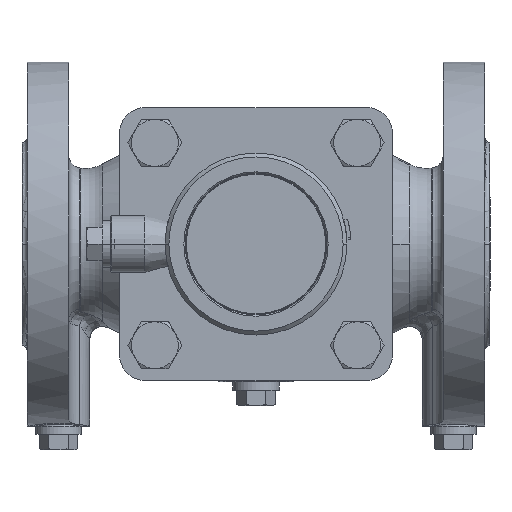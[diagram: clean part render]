
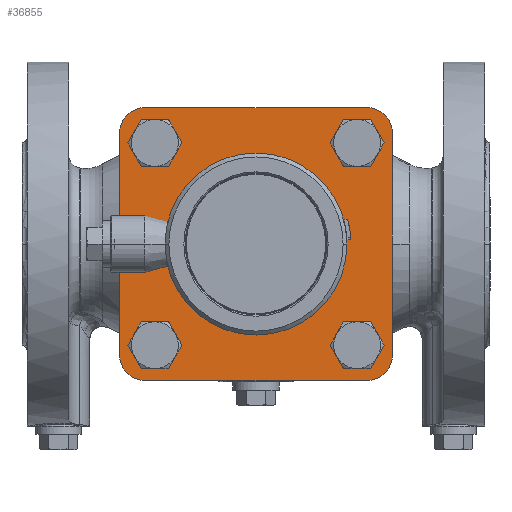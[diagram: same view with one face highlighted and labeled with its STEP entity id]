
A CAD part, front view. The second image highlights one B-rep face of the part: STEP entity #36855.
In plain terms, the highlighted planar face has unit normal (0, -1, 0).
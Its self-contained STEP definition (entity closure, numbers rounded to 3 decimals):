
#36406=CARTESIAN_POINT('',(-42.5,0.,42.5));
#36407=DIRECTION('',(0.,-1.,0.));
#36408=DIRECTION('',(0.,0.,1.));
#36409=AXIS2_PLACEMENT_3D('',#36406,#36407,#36408);
#36411=DIRECTION('',(1.,0.,0.));
#36412=VECTOR('',#36411,85.);
#36413=CARTESIAN_POINT('',(-42.5,0.,52.5));
#36414=LINE('',#36413,#36412);
#36415=CARTESIAN_POINT('',(42.5,0.,42.5));
#36416=DIRECTION('',(0.,-1.,0.));
#36417=DIRECTION('',(1.,0.,0.));
#36418=AXIS2_PLACEMENT_3D('',#36415,#36416,#36417);
#36420=DIRECTION('',(0.,0.,-1.));
#36421=VECTOR('',#36420,85.);
#36422=CARTESIAN_POINT('',(52.5,0.,42.5));
#36423=LINE('',#36422,#36421);
#36424=CARTESIAN_POINT('',(42.5,0.,-42.5));
#36425=DIRECTION('',(0.,-1.,0.));
#36426=DIRECTION('',(0.,0.,-1.));
#36427=AXIS2_PLACEMENT_3D('',#36424,#36425,#36426);
#36429=DIRECTION('',(-1.,0.,0.));
#36430=VECTOR('',#36429,85.);
#36431=CARTESIAN_POINT('',(42.5,0.,-52.5));
#36432=LINE('',#36431,#36430);
#36433=CARTESIAN_POINT('',(-42.5,0.,-42.5));
#36434=DIRECTION('',(0.,-1.,0.));
#36435=DIRECTION('',(-1.,0.,0.));
#36436=AXIS2_PLACEMENT_3D('',#36433,#36434,#36435);
#36438=DIRECTION('',(0.,0.,1.));
#36439=VECTOR('',#36438,85.);
#36440=CARTESIAN_POINT('',(-52.5,0.,-42.5));
#36441=LINE('',#36440,#36439);
#36442=CARTESIAN_POINT('',(0.,0.,
0.));
#36443=DIRECTION('',(0.,1.,0.));
#36444=DIRECTION('',(1.,0.,0.));
#36445=AXIS2_PLACEMENT_3D('',#36442,#36443,#36444);
#36447=CARTESIAN_POINT('',(0.,0.,
0.));
#36448=DIRECTION('',(0.,1.,0.));
#36449=DIRECTION('',(-1.,0.,0.));
#36450=AXIS2_PLACEMENT_3D('',#36447,#36448,#36449);
#36452=CARTESIAN_POINT('',(-38.891,0.,38.891));
#36453=DIRECTION('',(0.,-1.,0.));
#36454=DIRECTION('',(1.,0.,0.));
#36455=AXIS2_PLACEMENT_3D('',#36452,#36453,#36454);
#36457=CARTESIAN_POINT('',(-38.891,0.,38.891));
#36458=DIRECTION('',(0.,-1.,0.));
#36459=DIRECTION('',(-1.,0.,0.));
#36460=AXIS2_PLACEMENT_3D('',#36457,#36458,#36459);
#36462=CARTESIAN_POINT('',(38.891,0.,38.891));
#36463=DIRECTION('',(0.,-1.,0.));
#36464=DIRECTION('',(1.,0.,0.));
#36465=AXIS2_PLACEMENT_3D('',#36462,#36463,#36464);
#36467=CARTESIAN_POINT('',(38.891,0.,38.891));
#36468=DIRECTION('',(0.,-1.,0.));
#36469=DIRECTION('',(-1.,0.,0.));
#36470=AXIS2_PLACEMENT_3D('',#36467,#36468,#36469);
#36472=CARTESIAN_POINT('',(38.891,0.,-38.891));
#36473=DIRECTION('',(0.,-1.,0.));
#36474=DIRECTION('',(1.,0.,0.));
#36475=AXIS2_PLACEMENT_3D('',#36472,#36473,#36474);
#36477=CARTESIAN_POINT('',(38.891,0.,-38.891));
#36478=DIRECTION('',(0.,-1.,0.));
#36479=DIRECTION('',(-1.,0.,0.));
#36480=AXIS2_PLACEMENT_3D('',#36477,#36478,#36479);
#36482=CARTESIAN_POINT('',(-38.891,0.,-38.891));
#36483=DIRECTION('',(0.,-1.,0.));
#36484=DIRECTION('',(1.,0.,0.));
#36485=AXIS2_PLACEMENT_3D('',#36482,#36483,#36484);
#36487=CARTESIAN_POINT('',(-38.891,0.,-38.891));
#36488=DIRECTION('',(0.,-1.,0.));
#36489=DIRECTION('',(-1.,0.,0.));
#36490=AXIS2_PLACEMENT_3D('',#36487,#36488,#36489);
#36722=CARTESIAN_POINT('',(-42.5,0.,52.5));
#36723=CARTESIAN_POINT('',(-52.5,0.,42.5));
#36724=VERTEX_POINT('',#36722);
#36725=VERTEX_POINT('',#36723);
#36730=CARTESIAN_POINT('',(52.5,0.,42.5));
#36731=CARTESIAN_POINT('',(42.5,0.,52.5));
#36732=VERTEX_POINT('',#36730);
#36733=VERTEX_POINT('',#36731);
#36738=CARTESIAN_POINT('',(42.5,0.,-52.5));
#36739=CARTESIAN_POINT('',(52.5,0.,-42.5));
#36740=VERTEX_POINT('',#36738);
#36741=VERTEX_POINT('',#36739);
#36746=CARTESIAN_POINT('',(-52.5,0.,-42.5));
#36747=CARTESIAN_POINT('',(-42.5,0.,-52.5));
#36748=VERTEX_POINT('',#36746);
#36749=VERTEX_POINT('',#36747);
#36762=CARTESIAN_POINT('',(33.,0.,0.));
#36763=CARTESIAN_POINT('',(-33.,0.,
0.));
#36764=VERTEX_POINT('',#36762);
#36765=VERTEX_POINT('',#36763);
#36770=CARTESIAN_POINT('',(-31.891,0.,38.891));
#36771=CARTESIAN_POINT('',(-45.891,0.,38.891));
#36772=VERTEX_POINT('',#36770);
#36773=VERTEX_POINT('',#36771);
#36778=CARTESIAN_POINT('',(45.891,0.,38.891));
#36779=CARTESIAN_POINT('',(31.891,0.,38.891));
#36780=VERTEX_POINT('',#36778);
#36781=VERTEX_POINT('',#36779);
#36786=CARTESIAN_POINT('',(45.891,0.,-38.891));
#36787=CARTESIAN_POINT('',(31.891,0.,-38.891));
#36788=VERTEX_POINT('',#36786);
#36789=VERTEX_POINT('',#36787);
#36794=CARTESIAN_POINT('',(-31.891,0.,-38.891));
#36795=CARTESIAN_POINT('',(-45.891,0.,-38.891));
#36796=VERTEX_POINT('',#36794);
#36797=VERTEX_POINT('',#36795);
#36802=CARTESIAN_POINT('',(0.,0.,0.));
#36803=DIRECTION('',(0.,1.,0.));
#36804=DIRECTION('',(1.,0.,0.));
#36805=AXIS2_PLACEMENT_3D('',#36802,#36803,#36804);
#36806=PLANE('',#36805);
#36808=ORIENTED_EDGE('',*,*,#36807,.F.);
#36810=ORIENTED_EDGE('',*,*,#36809,.T.);
#36812=ORIENTED_EDGE('',*,*,#36811,.F.);
#36814=ORIENTED_EDGE('',*,*,#36813,.T.);
#36816=ORIENTED_EDGE('',*,*,#36815,.F.);
#36818=ORIENTED_EDGE('',*,*,#36817,.T.);
#36820=ORIENTED_EDGE('',*,*,#36819,.F.);
#36822=ORIENTED_EDGE('',*,*,#36821,.T.);
#36823=EDGE_LOOP('',(#36808,#36810,#36812,#36814,#36816,#36818,#36820,#36822));
#36824=FACE_OUTER_BOUND('',#36823,.F.);
#36826=ORIENTED_EDGE('',*,*,#36825,.F.);
#36828=ORIENTED_EDGE('',*,*,#36827,.F.);
#36829=EDGE_LOOP('',(#36826,#36828));
#36830=FACE_BOUND('',#36829,.F.);
#36832=ORIENTED_EDGE('',*,*,#36831,.T.);
#36834=ORIENTED_EDGE('',*,*,#36833,.T.);
#36835=EDGE_LOOP('',(#36832,#36834));
#36836=FACE_BOUND('',#36835,.F.);
#36838=ORIENTED_EDGE('',*,*,#36837,.T.);
#36840=ORIENTED_EDGE('',*,*,#36839,.T.);
#36841=EDGE_LOOP('',(#36838,#36840));
#36842=FACE_BOUND('',#36841,.F.);
#36844=ORIENTED_EDGE('',*,*,#36843,.T.);
#36846=ORIENTED_EDGE('',*,*,#36845,.T.);
#36847=EDGE_LOOP('',(#36844,#36846));
#36848=FACE_BOUND('',#36847,.F.);
#36850=ORIENTED_EDGE('',*,*,#36849,.T.);
#36852=ORIENTED_EDGE('',*,*,#36851,.T.);
#36853=EDGE_LOOP('',(#36850,#36852));
#36854=FACE_BOUND('',#36853,.F.);
#36855=ADVANCED_FACE('',(#36824,#36830,#36836,#36842,#36848,#36854),#36806,.F.);
#36410=CIRCLE('',#36409,10.);
#36419=CIRCLE('',#36418,10.);
#36428=CIRCLE('',#36427,10.);
#36437=CIRCLE('',#36436,10.);
#36446=CIRCLE('',#36445,33.);
#36451=CIRCLE('',#36450,33.);
#36456=CIRCLE('',#36455,7.);
#36461=CIRCLE('',#36460,7.);
#36466=CIRCLE('',#36465,7.);
#36471=CIRCLE('',#36470,7.);
#36476=CIRCLE('',#36475,7.);
#36481=CIRCLE('',#36480,7.);
#36486=CIRCLE('',#36485,7.);
#36491=CIRCLE('',#36490,7.);
#36807=EDGE_CURVE('',#36724,#36725,#36410,.T.);
#36809=EDGE_CURVE('',#36724,#36733,#36414,.T.);
#36811=EDGE_CURVE('',#36732,#36733,#36419,.T.);
#36813=EDGE_CURVE('',#36732,#36741,#36423,.T.);
#36815=EDGE_CURVE('',#36740,#36741,#36428,.T.);
#36817=EDGE_CURVE('',#36740,#36749,#36432,.T.);
#36819=EDGE_CURVE('',#36748,#36749,#36437,.T.);
#36821=EDGE_CURVE('',#36748,#36725,#36441,.T.);
#36825=EDGE_CURVE('',#36764,#36765,#36446,.T.);
#36827=EDGE_CURVE('',#36765,#36764,#36451,.T.);
#36831=EDGE_CURVE('',#36772,#36773,#36456,.T.);
#36833=EDGE_CURVE('',#36773,#36772,#36461,.T.);
#36837=EDGE_CURVE('',#36780,#36781,#36466,.T.);
#36839=EDGE_CURVE('',#36781,#36780,#36471,.T.);
#36843=EDGE_CURVE('',#36788,#36789,#36476,.T.);
#36845=EDGE_CURVE('',#36789,#36788,#36481,.T.);
#36849=EDGE_CURVE('',#36796,#36797,#36486,.T.);
#36851=EDGE_CURVE('',#36797,#36796,#36491,.T.);
